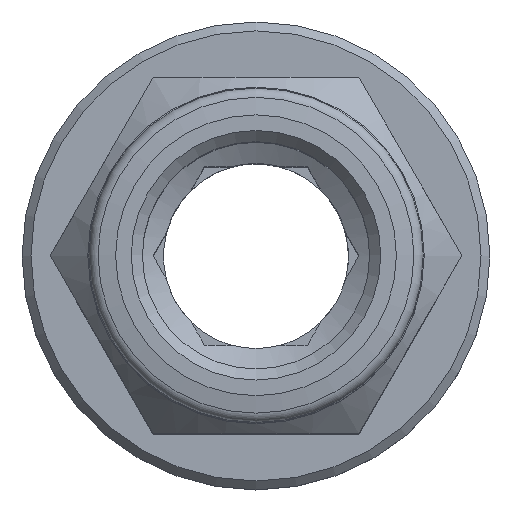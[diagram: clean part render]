
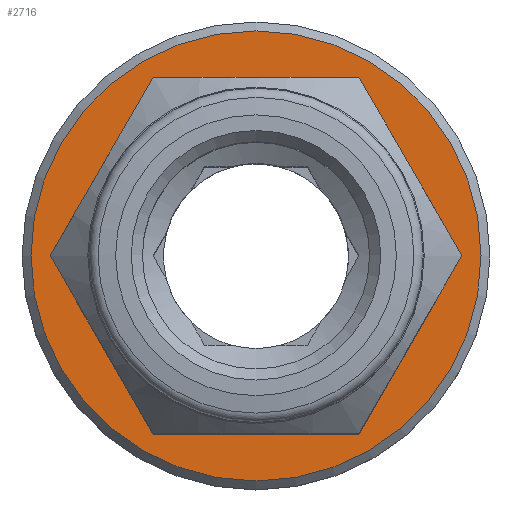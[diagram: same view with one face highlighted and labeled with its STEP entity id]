
A CAD part, top view. The second image highlights one B-rep face of the part: STEP entity #2716.
In plain terms, the highlighted face is planar.
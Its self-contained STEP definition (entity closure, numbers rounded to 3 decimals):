
#40=VECTOR('',#2118,1.);
#41=VECTOR('',#2119,1.);
#42=VECTOR('',#2120,1.);
#43=VECTOR('',#2121,1.);
#44=VECTOR('',#2122,1.);
#45=VECTOR('',#2123,1.);
#82=LINE('',#2418,#40);
#83=LINE('',#2420,#41);
#84=LINE('',#2422,#42);
#85=LINE('',#2424,#43);
#86=LINE('',#2426,#44);
#87=LINE('',#2427,#45);
#864=ORIENTED_EDGE('',*,*,#1194,.T.);
#865=ORIENTED_EDGE('',*,*,#1195,.F.);
#866=ORIENTED_EDGE('',*,*,#1196,.F.);
#867=ORIENTED_EDGE('',*,*,#1197,.F.);
#868=ORIENTED_EDGE('',*,*,#1198,.F.);
#869=ORIENTED_EDGE('',*,*,#1199,.F.);
#870=ORIENTED_EDGE('',*,*,#1200,.F.);
#1048=CIRCLE('',#2616,10.1);
#1109=VERTEX_POINT('',#2413);
#1110=VERTEX_POINT('',#2416);
#1111=VERTEX_POINT('',#2417);
#1112=VERTEX_POINT('',#2419);
#1113=VERTEX_POINT('',#2421);
#1114=VERTEX_POINT('',#2423);
#1115=VERTEX_POINT('',#2425);
#1194=EDGE_CURVE('',#1109,#1109,#1048,.T.);
#1195=EDGE_CURVE('',#1110,#1111,#82,.T.);
#1196=EDGE_CURVE('',#1112,#1110,#83,.T.);
#1197=EDGE_CURVE('',#1113,#1112,#84,.T.);
#1198=EDGE_CURVE('',#1114,#1113,#85,.T.);
#1199=EDGE_CURVE('',#1115,#1114,#86,.T.);
#1200=EDGE_CURVE('',#1111,#1115,#87,.T.);
#1302=EDGE_LOOP('',(#864));
#1303=EDGE_LOOP('',(#865,#866,#867,#868,#869,#870));
#1404=FACE_BOUND('',#1302,.T.);
#1405=FACE_BOUND('',#1303,.T.);
#1464=PLANE('',#2617);
#2114=DIRECTION('',(0.,1.,0.));
#2115=DIRECTION('',(0.,0.,-10.1));
#2116=DIRECTION('',(0.,1.,0.));
#2117=DIRECTION('',(1.,0.,0.));
#2118=DIRECTION('',(4.619,0.,8.));
#2119=DIRECTION('',(-4.619,0.,8.));
#2120=DIRECTION('',(-9.238,0.,0.));
#2121=DIRECTION('',(-4.619,0.,-8.));
#2122=DIRECTION('',(4.619,0.,-8.));
#2123=DIRECTION('',(9.238,0.,0.));
#2413=CARTESIAN_POINT('',(125.53,98.57,-10.1));
#2414=CARTESIAN_POINT('',(125.53,98.57,0.));
#2415=CARTESIAN_POINT('',(115.43,98.57,0.));
#2416=CARTESIAN_POINT('',(116.292,98.57,0.));
#2417=CARTESIAN_POINT('',(120.911,98.57,8.));
#2418=CARTESIAN_POINT('',(116.292,98.57,0.));
#2419=CARTESIAN_POINT('',(120.911,98.57,-8.));
#2420=CARTESIAN_POINT('',(120.911,98.57,-8.));
#2421=CARTESIAN_POINT('',(130.148,98.57,-8.));
#2422=CARTESIAN_POINT('',(130.148,98.57,-8.));
#2423=CARTESIAN_POINT('',(134.767,98.57,0.));
#2424=CARTESIAN_POINT('',(134.767,98.57,0.));
#2425=CARTESIAN_POINT('',(130.148,98.57,8.));
#2426=CARTESIAN_POINT('',(130.148,98.57,8.));
#2427=CARTESIAN_POINT('',(120.911,98.57,8.));
#2616=AXIS2_PLACEMENT_3D('',#2414,#2114,#2115);
#2617=AXIS2_PLACEMENT_3D('',#2415,#2116,#2117);
#2716=ADVANCED_FACE('',(#1404,#1405),#1464,.T.);
